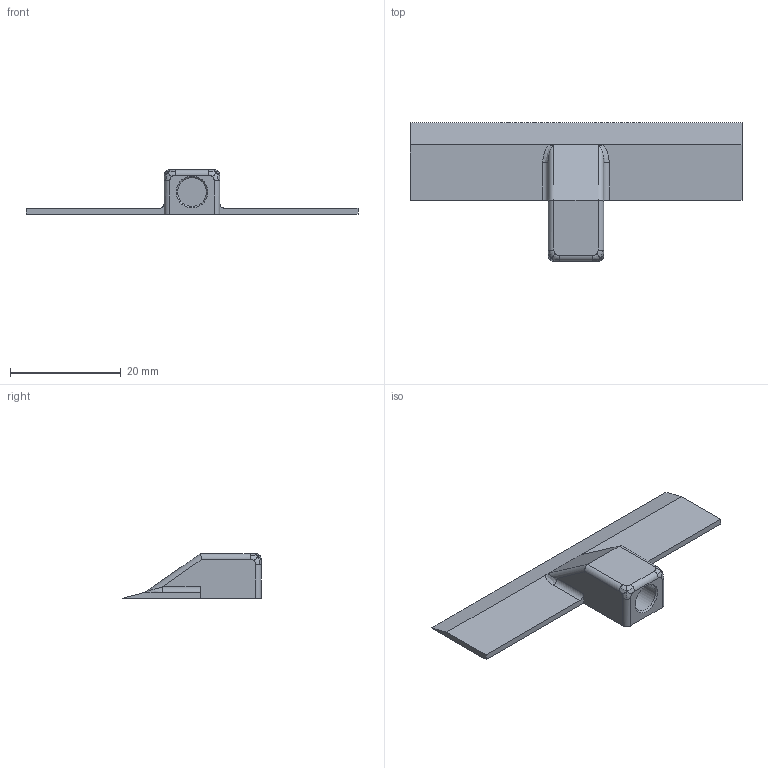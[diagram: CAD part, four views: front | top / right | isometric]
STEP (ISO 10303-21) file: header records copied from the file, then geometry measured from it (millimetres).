
FILE_DESCRIPTION(/* description */ (''),/* implementation_level */ '2;1');
FILE_NAME(/* name */ 'e36 Front bumper mesh upper mount v10.step',/* time_stamp */ '2023-02-12T16:36:03-05:00',/* author */ (''),/* organization */ (''),/* preprocessor_version */ 'ST-DEVELOPER v19.2',/* originating_system */ 'Autodesk Translation Framework v11.17.0.187',/* authorisation */ '');
FILE_SCHEMA (('AUTOMOTIVE_DESIGN { 1 0 10303 214 3 1 1 }'));
Length unit declared in the file: millimetre
Products named in the file (2): e36 Front bumper mesh upper mount; Component1
Assembly tree (1 placements, depth 2):
  e36 Front bumper mesh upper mount
    Component1
Bounding box: 60 x 25 x 8.08 mm (x, y, z)
Volume: 1817.2 mm3; surface area: 2472.4 mm2
Topology: 1 solids, 1 shells, 141 faces, 377 edges, 247 vertices
Faces by surface type: plane 67, bspline 63, cylinder 10, cone 1
Full cylindrical faces by diameter (mm): 5.2 x1
Entity records: 5352 total; most frequent: CARTESIAN_POINT 2154, ORIENTED_EDGE 754, DIRECTION 466, EDGE_CURVE 377, VERTEX_POINT 247, LINE 226, VECTOR 226, EDGE_LOOP 150
